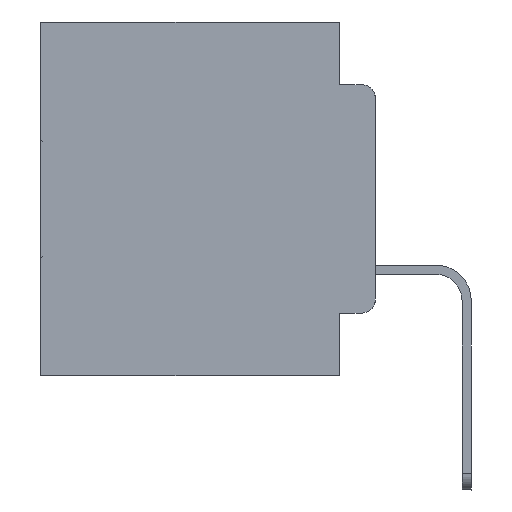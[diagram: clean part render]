
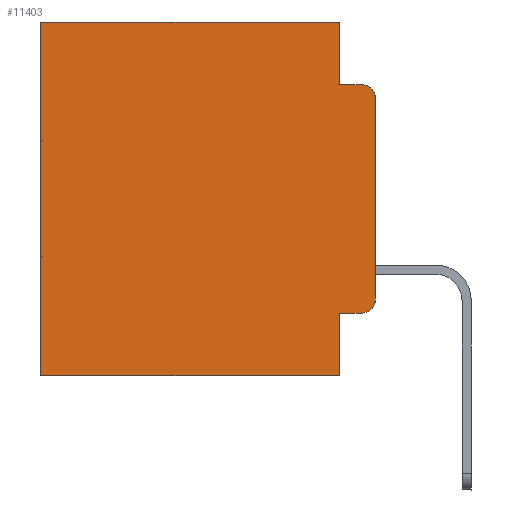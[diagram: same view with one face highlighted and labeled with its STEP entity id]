
A CAD part, left-side view. The second image highlights one B-rep face of the part: STEP entity #11403.
In plain terms, the highlighted planar face has unit normal (-1, 0, 0).
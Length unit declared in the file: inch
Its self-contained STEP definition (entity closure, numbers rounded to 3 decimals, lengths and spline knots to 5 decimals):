
#10 = LINE ( 'NONE', #16381, #27804 ) ;
#107 = LINE ( 'NONE', #21243, #21949 ) ;
#708 = DIRECTION ( 'NONE',  ( 0., 1., 0. ) ) ;
#773 = DIRECTION ( 'NONE',  ( -1., 0., 0. ) ) ;
#1690 = DIRECTION ( 'NONE',  ( 0., 0., -1. ) ) ;
#1721 = VERTEX_POINT ( 'NONE', #28835 ) ;
#3013 = LINE ( 'NONE', #16196, #4139 ) ;
#3085 = CARTESIAN_POINT ( 'NONE',  ( 0.298, 0., 0. ) ) ;
#3978 = DIRECTION ( 'NONE',  ( 0., 0., -1. ) ) ;
#4139 = VECTOR ( 'NONE', #28133, 39.37008 ) ;
#4216 = EDGE_CURVE ( 'NONE', #11672, #5241, #19478, .T. ) ;
#4715 = ORIENTED_EDGE ( 'NONE', *, *, #24376, .T. ) ;
#5086 = CARTESIAN_POINT ( 'NONE',  ( 0.298, 0.02, -0.3915 ) ) ;
#5096 = ORIENTED_EDGE ( 'NONE', *, *, #27377, .F. ) ;
#5153 = ORIENTED_EDGE ( 'NONE', *, *, #17523, .T. ) ;
#5241 = VERTEX_POINT ( 'NONE', #6442 ) ;
#5370 = EDGE_CURVE ( 'NONE', #1721, #15392, #16104, .T. ) ;
#5411 = CIRCLE ( 'NONE', #24831, 0.02 ) ;
#5619 = CARTESIAN_POINT ( 'NONE',  ( 0.298, 0.02, -0.4115 ) ) ;
#6006 = ORIENTED_EDGE ( 'NONE', *, *, #24874, .T. ) ;
#6302 = LINE ( 'NONE', #17538, #13309 ) ;
#6442 = CARTESIAN_POINT ( 'NONE',  ( 0.298, 0., -0.3915 ) ) ;
#6463 = ORIENTED_EDGE ( 'NONE', *, *, #6789, .T. ) ;
#6789 = EDGE_CURVE ( 'NONE', #16215, #10226, #107, .T. ) ;
#7700 = CARTESIAN_POINT ( 'NONE',  ( 0.298, 0.02, -0.0885 ) ) ;
#7930 = CARTESIAN_POINT ( 'NONE',  ( 0.298, 0.051, -0.0885 ) ) ;
#8736 = CIRCLE ( 'NONE', #21585, 0.02 ) ;
#8767 = VECTOR ( 'NONE', #708, 39.37008 ) ;
#9306 = CARTESIAN_POINT ( 'NONE',  ( 0.298, 0.051, 0. ) ) ;
#9358 = VERTEX_POINT ( 'NONE', #19021 ) ;
#9809 = DIRECTION ( 'NONE',  ( 0., -1., 0. ) ) ;
#9946 = LINE ( 'NONE', #11001, #26341 ) ;
#10226 = VERTEX_POINT ( 'NONE', #5619 ) ;
#10498 = VECTOR ( 'NONE', #16603, 39.37008 ) ;
#11001 = CARTESIAN_POINT ( 'NONE',  ( 0.298, 0., -0.5 ) ) ;
#11403 = ADVANCED_FACE ( 'NONE', ( #26428 ), #27714, .F. ) ;
#11672 = VERTEX_POINT ( 'NONE', #14410 ) ;
#11729 = LINE ( 'NONE', #3085, #8767 ) ;
#12242 = ORIENTED_EDGE ( 'NONE', *, *, #23580, .F. ) ;
#12304 = VERTEX_POINT ( 'NONE', #7700 ) ;
#12760 = EDGE_LOOP ( 'NONE', ( #20656, #6006, #12242, #19171, #4715, #20506, #5096, #16570, #6463, #5153 ) ) ;
#12989 = EDGE_CURVE ( 'NONE', #16215, #20943, #6302, .T. ) ;
#13309 = VECTOR ( 'NONE', #3978, 39.37008 ) ;
#13828 = DIRECTION ( 'NONE',  ( 0., 0., -1. ) ) ;
#14410 = CARTESIAN_POINT ( 'NONE',  ( 0.298, 0., -0.1085 ) ) ;
#14536 = CARTESIAN_POINT ( 'NONE',  ( 0.298, 0.02, -0.1085 ) ) ;
#15392 = VERTEX_POINT ( 'NONE', #7930 ) ;
#16104 = LINE ( 'NONE', #9306, #10498 ) ;
#16196 = CARTESIAN_POINT ( 'NONE',  ( 0.298, 0.473, 0. ) ) ;
#16215 = VERTEX_POINT ( 'NONE', #20243 ) ;
#16381 = CARTESIAN_POINT ( 'NONE',  ( 0.298, 0.051, -0.0885 ) ) ;
#16570 = ORIENTED_EDGE ( 'NONE', *, *, #12989, .F. ) ;
#16603 = DIRECTION ( 'NONE',  ( 0., 0., -1. ) ) ;
#17523 = EDGE_CURVE ( 'NONE', #10226, #5241, #5411, .T. ) ;
#17538 = CARTESIAN_POINT ( 'NONE',  ( 0.298, 0.051, 0. ) ) ;
#18258 = DIRECTION ( 'NONE',  ( 1., 0., 0. ) ) ;
#19021 = CARTESIAN_POINT ( 'NONE',  ( 0.298, 0.473, 0. ) ) ;
#19171 = ORIENTED_EDGE ( 'NONE', *, *, #5370, .F. ) ;
#19478 = LINE ( 'NONE', #20702, #23186 ) ;
#20243 = CARTESIAN_POINT ( 'NONE',  ( 0.298, 0.051, -0.4115 ) ) ;
#20506 = ORIENTED_EDGE ( 'NONE', *, *, #26268, .T. ) ;
#20656 = ORIENTED_EDGE ( 'NONE', *, *, #4216, .F. ) ;
#20702 = CARTESIAN_POINT ( 'NONE',  ( 0.298, 0., 0. ) ) ;
#20943 = VERTEX_POINT ( 'NONE', #29000 ) ;
#21243 = CARTESIAN_POINT ( 'NONE',  ( 0.298, 0.051, -0.4115 ) ) ;
#21434 = DIRECTION ( 'NONE',  ( 0., 0., -1. ) ) ;
#21585 = AXIS2_PLACEMENT_3D ( 'NONE', #14536, #773, #23974 ) ;
#21949 = VECTOR ( 'NONE', #9809, 39.37008 ) ;
#21995 = VERTEX_POINT ( 'NONE', #23633 ) ;
#23186 = VECTOR ( 'NONE', #13828, 39.37008 ) ;
#23580 = EDGE_CURVE ( 'NONE', #15392, #12304, #10, .T. ) ;
#23633 = CARTESIAN_POINT ( 'NONE',  ( 0.298, 0.473, -0.5 ) ) ;
#23974 = DIRECTION ( 'NONE',  ( 0., 0., -1. ) ) ;
#23989 = AXIS2_PLACEMENT_3D ( 'NONE', #25223, #18258, #1690 ) ;
#24376 = EDGE_CURVE ( 'NONE', #1721, #9358, #11729, .T. ) ;
#24831 = AXIS2_PLACEMENT_3D ( 'NONE', #5086, #28731, #21434 ) ;
#24874 = EDGE_CURVE ( 'NONE', #11672, #12304, #8736, .T. ) ;
#24961 = DIRECTION ( 'NONE',  ( 0., 1., 0. ) ) ;
#25223 = CARTESIAN_POINT ( 'NONE',  ( 0.298, 0., 0. ) ) ;
#25938 = DIRECTION ( 'NONE',  ( 0., -1., 0. ) ) ;
#26268 = EDGE_CURVE ( 'NONE', #9358, #21995, #3013, .T. ) ;
#26341 = VECTOR ( 'NONE', #24961, 39.37008 ) ;
#26428 = FACE_OUTER_BOUND ( 'NONE', #12760, .T. ) ;
#27377 = EDGE_CURVE ( 'NONE', #20943, #21995, #9946, .T. ) ;
#27714 = PLANE ( 'NONE',  #23989 ) ;
#27804 = VECTOR ( 'NONE', #25938, 39.37008 ) ;
#28133 = DIRECTION ( 'NONE',  ( 0., 0., -1. ) ) ;
#28731 = DIRECTION ( 'NONE',  ( -1., 0., 0. ) ) ;
#28835 = CARTESIAN_POINT ( 'NONE',  ( 0.298, 0.051, 0. ) ) ;
#29000 = CARTESIAN_POINT ( 'NONE',  ( 0.298, 0.051, -0.5 ) ) ;
